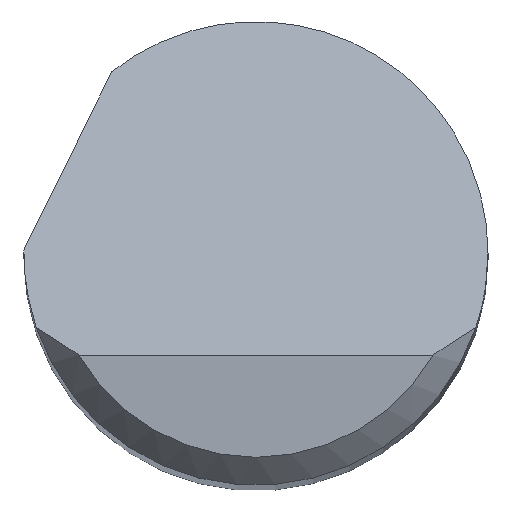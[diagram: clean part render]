
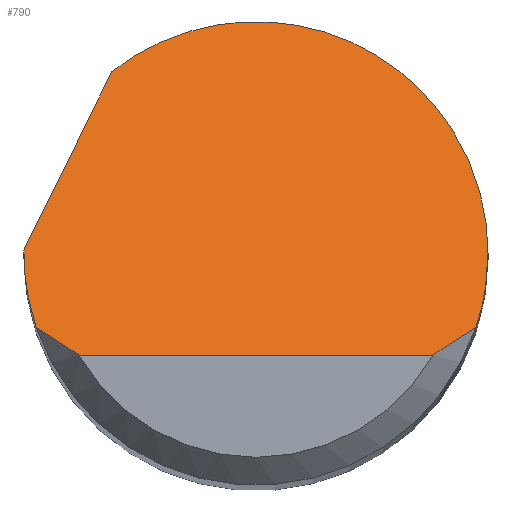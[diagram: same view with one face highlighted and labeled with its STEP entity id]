
A CAD part, top view. The second image highlights one B-rep face of the part: STEP entity #790.
In plain terms, the highlighted planar face has unit normal (0, 0.707, 0.707).
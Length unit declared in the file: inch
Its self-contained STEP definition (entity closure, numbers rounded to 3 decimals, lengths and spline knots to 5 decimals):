
#6 = FACE_OUTER_BOUND ( 'NONE', #502, .T. ) ;
#32 = CARTESIAN_POINT ( 'NONE',  ( -0.12498, 0.002, 1.943 ) ) ;
#56 = VERTEX_POINT ( 'NONE', #443 ) ;
#101 = CARTESIAN_POINT ( 'NONE',  ( -0.10339, -0.05031, 1.99531 ) ) ;
#103 = CARTESIAN_POINT ( 'NONE',  ( 0.125, -0.01363, 1.95863 ) ) ;
#130 = CARTESIAN_POINT ( 'NONE',  ( -0.125, -0.01363, 1.95863 ) ) ;
#137 = ORIENTED_EDGE ( 'NONE', *, *, #650, .F. ) ;
#145 = ORIENTED_EDGE ( 'NONE', *, *, #229, .T. ) ;
#177 = CARTESIAN_POINT ( 'NONE',  ( -0.15003, -0.04883, 1.99383 ) ) ;
#182 = B_SPLINE_CURVE_WITH_KNOTS ( 'NONE', 3,
 ( #478, #231, #101, #352 ),
 .UNSPECIFIED., .F., .F.,
 ( 4, 4 ),
 ( 0., 0.0008 ),
 .UNSPECIFIED. ) ;
#187 = CARTESIAN_POINT ( 'NONE',  ( -0.11843, -0.04, 1.985 ) ) ;
#201 =( BOUNDED_CURVE ( )  B_SPLINE_CURVE ( 3, ( #606, #768, #465, #32 ),
 .UNSPECIFIED., .F., .F. ) 
 B_SPLINE_CURVE_WITH_KNOTS ( ( 4, 4 ),
 ( 4.71239, 4.72839 ),
 .UNSPECIFIED. ) 
 CURVE ( )  GEOMETRIC_REPRESENTATION_ITEM ( )  RATIONAL_B_SPLINE_CURVE ( ( 1., 1., 1., 1. ) ) 
 REPRESENTATION_ITEM ( '' )  );
#223 = CARTESIAN_POINT ( 'NONE',  ( -0.12498, 0.002, 1.943 ) ) ;
#229 = EDGE_CURVE ( 'NONE', #375, #699, #182, .T. ) ;
#231 = CARTESIAN_POINT ( 'NONE',  ( -0.11107, -0.04528, 1.99028 ) ) ;
#234 = B_SPLINE_CURVE_WITH_KNOTS ( 'NONE', 3,
 ( #733, #242, #367, #545 ),
 .UNSPECIFIED., .F., .F.,
 ( 4, 4 ),
 ( 0., 0.0008 ),
 .UNSPECIFIED. ) ;
#235 = EDGE_CURVE ( 'NONE', #699, #544, #284, .T. ) ;
#241 = ORIENTED_EDGE ( 'NONE', *, *, #282, .F. ) ;
#242 = CARTESIAN_POINT ( 'NONE',  ( 0.10339, -0.05031, 1.99531 ) ) ;
#246 = CARTESIAN_POINT ( 'NONE',  ( -0.07775, 0.09788, 1.84712 ) ) ;
#256 =( BOUNDED_CURVE ( )  B_SPLINE_CURVE ( 3, ( #796, #103, #605, #363 ),
 .UNSPECIFIED., .F., .T. ) 
 B_SPLINE_CURVE_WITH_KNOTS ( ( 4, 4 ),
 ( 1.5708, 1.89653 ),
 .UNSPECIFIED. ) 
 CURVE ( )  GEOMETRIC_REPRESENTATION_ITEM ( )  RATIONAL_B_SPLINE_CURVE ( ( 1., 0.991, 0.991, 1. ) ) 
 REPRESENTATION_ITEM ( '' )  );
#263 = PLANE ( 'NONE',  #724 ) ;
#274 = VERTEX_POINT ( 'NONE', #538 ) ;
#282 = EDGE_CURVE ( 'NONE', #407, #289, #201, .T. ) ;
#284 = LINE ( 'NONE', #298, #566 ) ;
#289 = VERTEX_POINT ( 'NONE', #223 ) ;
#296 =( BOUNDED_CURVE ( )  B_SPLINE_CURVE ( 3, ( #738, #307, #130, #626 ),
 .UNSPECIFIED., .F., .T. ) 
 B_SPLINE_CURVE_WITH_KNOTS ( ( 4, 4 ),
 ( 4.38666, 4.71239 ),
 .UNSPECIFIED. ) 
 CURVE ( )  GEOMETRIC_REPRESENTATION_ITEM ( )  RATIONAL_B_SPLINE_CURVE ( ( 1., 0.991, 0.991, 1. ) ) 
 REPRESENTATION_ITEM ( '' )  );
#298 = CARTESIAN_POINT ( 'NONE',  ( 0., -0.055, 2. ) ) ;
#307 = CARTESIAN_POINT ( 'NONE',  ( -0.12279, -0.02708, 1.97208 ) ) ;
#309 = CARTESIAN_POINT ( 'NONE',  ( 0.125, 0.12043, 1.82457 ) ) ;
#334 = EDGE_CURVE ( 'NONE', #375, #407, #296, .T. ) ;
#351 = CARTESIAN_POINT ( 'NONE',  ( 0.09526, -0.055, 2. ) ) ;
#352 = CARTESIAN_POINT ( 'NONE',  ( -0.09526, -0.055, 2. ) ) ;
#359 = CARTESIAN_POINT ( 'NONE',  ( 0.01655, 0.17278, 1.77222 ) ) ;
#363 = CARTESIAN_POINT ( 'NONE',  ( 0.11843, -0.04, 1.985 ) ) ;
#367 = CARTESIAN_POINT ( 'NONE',  ( 0.11107, -0.04528, 1.99028 ) ) ;
#375 = VERTEX_POINT ( 'NONE', #187 ) ;
#383 = CARTESIAN_POINT ( 'NONE',  ( -0.125, -0.055, 2. ) ) ;
#397 = ORIENTED_EDGE ( 'NONE', *, *, #235, .T. ) ;
#407 = VERTEX_POINT ( 'NONE', #469 ) ;
#423 = CARTESIAN_POINT ( 'NONE',  ( 0.125, 0., 1.945 ) ) ;
#443 = CARTESIAN_POINT ( 'NONE',  ( 0.125, 0., 1.945 ) ) ;
#444 = DIRECTION ( 'NONE',  ( 0., 0.707, -0.707 ) ) ;
#465 = CARTESIAN_POINT ( 'NONE',  ( -0.12499, 0.00133, 1.94367 ) ) ;
#469 = CARTESIAN_POINT ( 'NONE',  ( -0.125, 0., 1.945 ) ) ;
#478 = CARTESIAN_POINT ( 'NONE',  ( -0.11843, -0.04, 1.985 ) ) ;
#502 = EDGE_LOOP ( 'NONE', ( #397, #532, #756, #791, #137, #241, #641, #145 ) ) ;
#509 = CARTESIAN_POINT ( 'NONE',  ( -0.09526, -0.055, 2. ) ) ;
#532 = ORIENTED_EDGE ( 'NONE', *, *, #578, .T. ) ;
#538 = CARTESIAN_POINT ( 'NONE',  ( 0.11843, -0.04, 1.985 ) ) ;
#544 = VERTEX_POINT ( 'NONE', #351 ) ;
#545 = CARTESIAN_POINT ( 'NONE',  ( 0.11843, -0.04, 1.985 ) ) ;
#549 = CARTESIAN_POINT ( 'NONE',  ( -0.07775, 0.09788, 1.84712 ) ) ;
#566 = VECTOR ( 'NONE', #727, 39.37008 ) ;
#578 = EDGE_CURVE ( 'NONE', #544, #274, #234, .T. ) ;
#585 =( BOUNDED_CURVE ( )  B_SPLINE_CURVE ( 3, ( #246, #359, #309, #423 ),
 .UNSPECIFIED., .F., .T. ) 
 B_SPLINE_CURVE_WITH_KNOTS ( ( 4, 4 ),
 ( 5.61191, 7.85398 ),
 .UNSPECIFIED. ) 
 CURVE ( )  GEOMETRIC_REPRESENTATION_ITEM ( )  RATIONAL_B_SPLINE_CURVE ( ( 1., 0.623, 0.623, 1. ) ) 
 REPRESENTATION_ITEM ( '' )  );
#590 = EDGE_CURVE ( 'NONE', #612, #56, #585, .T. ) ;
#605 = CARTESIAN_POINT ( 'NONE',  ( 0.12279, -0.02708, 1.97208 ) ) ;
#606 = CARTESIAN_POINT ( 'NONE',  ( -0.125, 0., 1.945 ) ) ;
#612 = VERTEX_POINT ( 'NONE', #549 ) ;
#626 = CARTESIAN_POINT ( 'NONE',  ( -0.125, 0., 1.945 ) ) ;
#635 = EDGE_CURVE ( 'NONE', #56, #274, #256, .T. ) ;
#641 = ORIENTED_EDGE ( 'NONE', *, *, #334, .F. ) ;
#650 = EDGE_CURVE ( 'NONE', #289, #612, #737, .T. ) ;
#699 = VERTEX_POINT ( 'NONE', #509 ) ;
#720 = DIRECTION ( 'NONE',  ( 0.329, 0.668, -0.668 ) ) ;
#724 = AXIS2_PLACEMENT_3D ( 'NONE', #383, #743, #444 ) ;
#727 = DIRECTION ( 'NONE',  ( 1., 0., 0. ) ) ;
#733 = CARTESIAN_POINT ( 'NONE',  ( 0.09526, -0.055, 2. ) ) ;
#737 = LINE ( 'NONE', #177, #761 ) ;
#738 = CARTESIAN_POINT ( 'NONE',  ( -0.11843, -0.04, 1.985 ) ) ;
#743 = DIRECTION ( 'NONE',  ( 0., -0.707, -0.707 ) ) ;
#756 = ORIENTED_EDGE ( 'NONE', *, *, #635, .F. ) ;
#761 = VECTOR ( 'NONE', #720, 39.37008 ) ;
#768 = CARTESIAN_POINT ( 'NONE',  ( -0.125, 0.00067, 1.94433 ) ) ;
#790 = ADVANCED_FACE ( 'NONE', ( #6 ), #263, .F. ) ;
#791 = ORIENTED_EDGE ( 'NONE', *, *, #590, .F. ) ;
#796 = CARTESIAN_POINT ( 'NONE',  ( 0.125, 0., 1.945 ) ) ;
